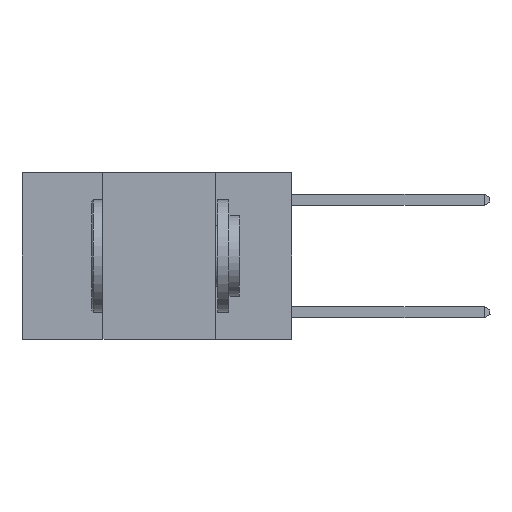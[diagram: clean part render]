
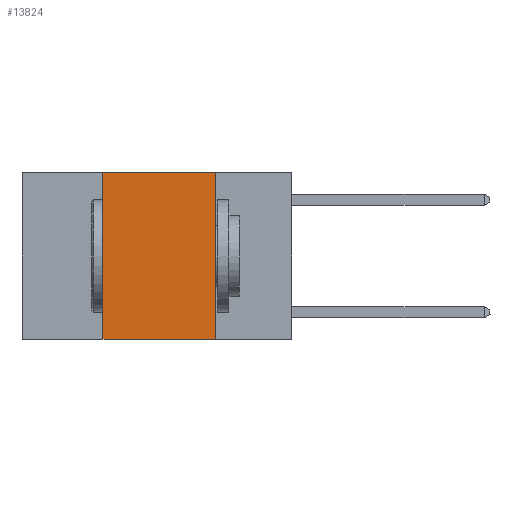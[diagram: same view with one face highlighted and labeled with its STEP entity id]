
A CAD part, left-side view. The second image highlights one B-rep face of the part: STEP entity #13824.
In plain terms, the highlighted planar face has unit normal (-1, 0, 0).
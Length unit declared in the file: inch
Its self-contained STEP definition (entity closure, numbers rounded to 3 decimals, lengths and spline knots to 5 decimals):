
#221 = LINE ( 'NONE', #3606, #20003 ) ;
#1330 = ORIENTED_EDGE ( 'NONE', *, *, #20194, .F. ) ;
#2787 = VERTEX_POINT ( 'NONE', #23233 ) ;
#2955 = ORIENTED_EDGE ( 'NONE', *, *, #24546, .T. ) ;
#3143 = DIRECTION ( 'NONE',  ( 1., 0., 0. ) ) ;
#3234 = CARTESIAN_POINT ( 'NONE',  ( 0., 0.17, -0.37 ) ) ;
#3606 = CARTESIAN_POINT ( 'NONE',  ( 0., 0.6, 0. ) ) ;
#3644 = DIRECTION ( 'NONE',  ( 0., 0., -1. ) ) ;
#3720 = LINE ( 'NONE', #10317, #12736 ) ;
#5314 = VERTEX_POINT ( 'NONE', #21520 ) ;
#6894 = PLANE ( 'NONE',  #16747 ) ;
#8355 = DIRECTION ( 'NONE',  ( 0., -1., 0. ) ) ;
#8870 = FACE_OUTER_BOUND ( 'NONE', #20244, .T. ) ;
#10317 = CARTESIAN_POINT ( 'NONE',  ( 0., 0.6, -0.37 ) ) ;
#12110 = EDGE_CURVE ( 'NONE', #2787, #5314, #221, .T. ) ;
#12736 = VECTOR ( 'NONE', #8355, 39.37008 ) ;
#13367 = EDGE_CURVE ( 'NONE', #5314, #13864, #19081, .T. ) ;
#13824 = ADVANCED_FACE ( 'NONE', ( #8870 ), #6894, .F. ) ;
#13864 = VERTEX_POINT ( 'NONE', #3234 ) ;
#14633 = CARTESIAN_POINT ( 'NONE',  ( 0., 0.6, 0. ) ) ;
#15696 = CARTESIAN_POINT ( 'NONE',  ( 0., 0.42, -0.37 ) ) ;
#16111 = ORIENTED_EDGE ( 'NONE', *, *, #13367, .F. ) ;
#16571 = DIRECTION ( 'NONE',  ( 0., 0., -1. ) ) ;
#16747 = AXIS2_PLACEMENT_3D ( 'NONE', #14633, #3143, #16571 ) ;
#17026 = DIRECTION ( 'NONE',  ( 0., -1., 0. ) ) ;
#17503 = VERTEX_POINT ( 'NONE', #15696 ) ;
#18481 = VECTOR ( 'NONE', #3644, 39.37008 ) ;
#18649 = ORIENTED_EDGE ( 'NONE', *, *, #12110, .F. ) ;
#19081 = LINE ( 'NONE', #22648, #18481 ) ;
#19622 = VECTOR ( 'NONE', #22784, 39.37008 ) ;
#20003 = VECTOR ( 'NONE', #17026, 39.37008 ) ;
#20194 = EDGE_CURVE ( 'NONE', #17503, #2787, #24511, .T. ) ;
#20244 = EDGE_LOOP ( 'NONE', ( #16111, #18649, #1330, #2955 ) ) ;
#21520 = CARTESIAN_POINT ( 'NONE',  ( 0., 0.17, 0. ) ) ;
#22648 = CARTESIAN_POINT ( 'NONE',  ( 0., 0.17, 0. ) ) ;
#22698 = CARTESIAN_POINT ( 'NONE',  ( 0., 0.42, 0. ) ) ;
#22784 = DIRECTION ( 'NONE',  ( 0., 0., 1. ) ) ;
#23233 = CARTESIAN_POINT ( 'NONE',  ( 0., 0.42, 0. ) ) ;
#24511 = LINE ( 'NONE', #22698, #19622 ) ;
#24546 = EDGE_CURVE ( 'NONE', #17503, #13864, #3720, .T. ) ;
